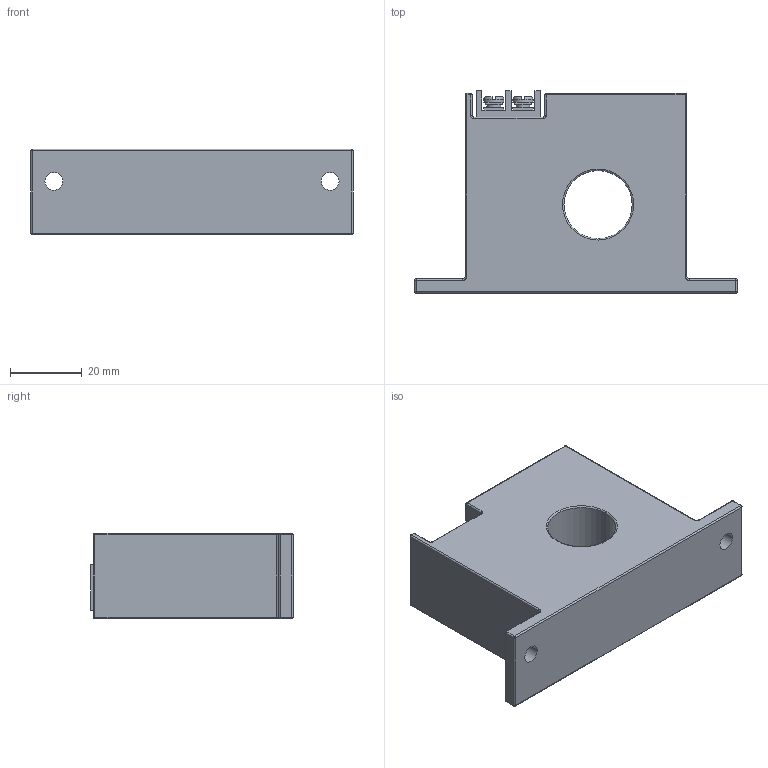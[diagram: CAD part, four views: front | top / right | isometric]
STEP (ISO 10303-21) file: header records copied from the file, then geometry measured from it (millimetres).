
FILE_DESCRIPTION (( 'STEP AP214' ), '1' );
FILE_NAME ('ACSN250-AE-F.STEP', '2014-12-03T16:15:57', ( '' ), ( '' ), 'SwSTEP 2.0', 'SolidWorks 2014', '' );
FILE_SCHEMA (( 'AUTOMOTIVE_DESIGN' ));
Length unit declared in the file: inch
Products named in the file (1): ACSN250-AE-F
Bounding box: 89.66 x 56.24 x 23.83 mm (x, y, z)
Volume: 74769.3 mm3; surface area: 15522.6 mm2
Topology: 1 solids, 1 shells, 176 faces, 426 edges, 244 vertices
Faces by surface type: plane 94, cylinder 50, torus 16, sphere 16
Entity records: 6238 total; most frequent: CARTESIAN_POINT 959, DIRECTION 904, ORIENTED_EDGE 820, EDGE_CURVE 410, AXIS2_PLACEMENT_3D 333, VERTEX_POINT 244, LINE 238, VECTOR 238
